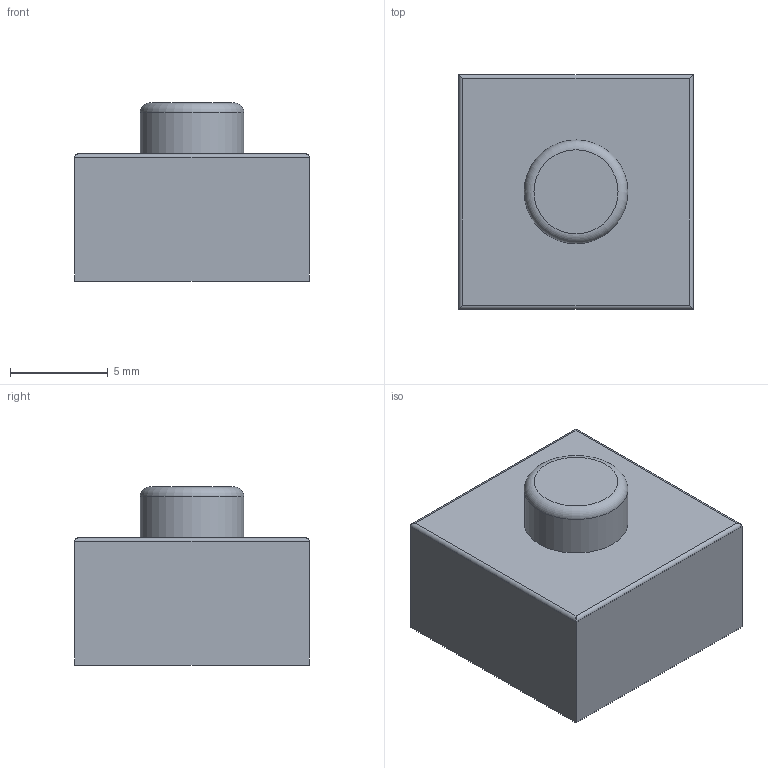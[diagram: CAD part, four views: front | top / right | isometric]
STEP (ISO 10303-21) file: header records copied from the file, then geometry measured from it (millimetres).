
FILE_DESCRIPTION(/* description */ ('STEP AP214'),/* implementation_level */ '2;1');
FILE_NAME(/* name */ '6019dd57723bf7108f2b1411',/* time_stamp */ '2021-02-02T23:16:39+00:00',/* author */ (''),/* organization */ (''),/* preprocessor_version */ 'ST-DEVELOPER v18.1',/* originating_system */ ' ',/* authorisation */ ' ');
FILE_SCHEMA (('AUTOMOTIVE_DESIGN {1 0 10303 214 3 1 1}'));
Length unit declared in the file: metre
Products named in the file (1): Part 1
Bounding box: 12 x 12 x 9.1 mm (x, y, z)
Volume: 992.1 mm3; surface area: 635.5 mm2
Topology: 1 solids, 1 shells, 13 faces, 25 edges, 15 vertices
Faces by surface type: plane 7, cylinder 5, torus 1
Full cylindrical faces by diameter (mm): 5.3 x1
Entity records: 346 total; most frequent: DIRECTION 58, CARTESIAN_POINT 52, ORIENTED_EDGE 46, EDGE_CURVE 23, AXIS2_PLACEMENT_3D 21, LINE 16, VECTOR 16, EDGE_LOOP 16
